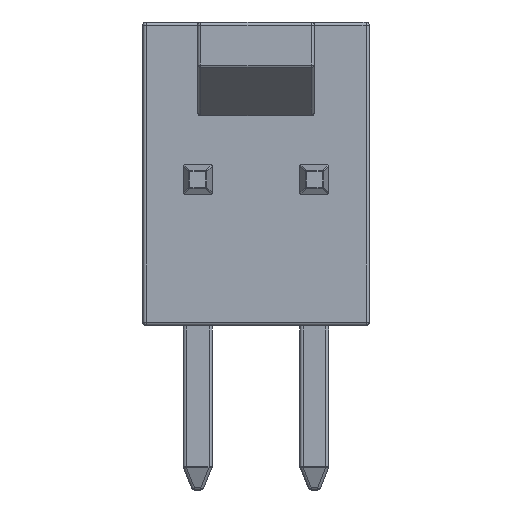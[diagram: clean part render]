
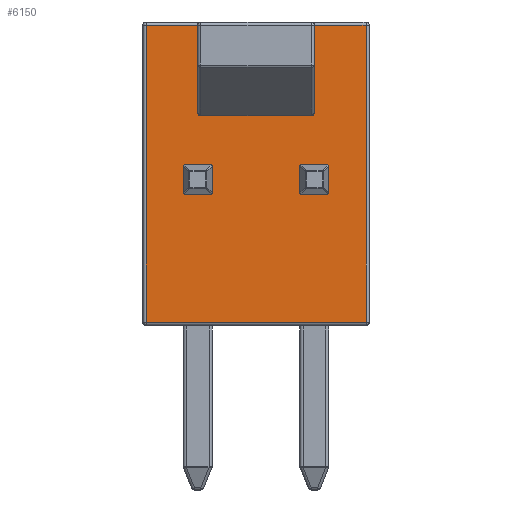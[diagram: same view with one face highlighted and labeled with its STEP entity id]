
A CAD part, front view. The second image highlights one B-rep face of the part: STEP entity #6150.
In plain terms, the highlighted face is planar.
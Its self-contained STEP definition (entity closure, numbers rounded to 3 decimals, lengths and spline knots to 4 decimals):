
#455=PLANE('',#6928);
#740=LINE('',#9603,#1244);
#743=LINE('',#9614,#1247);
#746=LINE('',#9620,#1250);
#783=LINE('',#9760,#1287);
#786=LINE('',#9765,#1290);
#818=LINE('',#9829,#1322);
#819=LINE('',#9831,#1323);
#820=LINE('',#9832,#1324);
#1244=VECTOR('',#8029,10.);
#1247=VECTOR('',#8042,10.);
#1250=VECTOR('',#8049,10.);
#1287=VECTOR('',#8214,10.);
#1290=VECTOR('',#8221,10.);
#1322=VECTOR('',#8297,1000.);
#1323=VECTOR('',#8300,1000.);
#1324=VECTOR('',#8301,1000.);
#1918=FACE_OUTER_BOUND('',#2305,.T.);
#2305=EDGE_LOOP('',(#5034,#5035,#5036,#5037,#5038,#5039,#5040,#5041,#5042,
#5043));
#2682=CIRCLE('',#6867,0.07);
#2693=CIRCLE('',#6884,0.07);
#2910=VERTEX_POINT('',#9566);
#2914=VERTEX_POINT('',#9574);
#2921=VERTEX_POINT('',#9599);
#2922=VERTEX_POINT('',#9606);
#2925=VERTEX_POINT('',#9619);
#2946=VERTEX_POINT('',#9669);
#2947=VERTEX_POINT('',#9670);
#2958=VERTEX_POINT('',#9704);
#2959=VERTEX_POINT('',#9705);
#2963=VERTEX_POINT('',#9753);
#3607=EDGE_CURVE('',#2910,#2921,#740,.T.);
#3613=EDGE_CURVE('',#2922,#2914,#743,.T.);
#3616=EDGE_CURVE('',#2925,#2922,#746,.T.);
#3638=EDGE_CURVE('',#2946,#2947,#2682,.F.);
#3655=EDGE_CURVE('',#2958,#2959,#2693,.F.);
#3689=EDGE_CURVE('',#2921,#2963,#783,.T.);
#3692=EDGE_CURVE('',#2914,#2910,#786,.T.);
#3729=EDGE_CURVE('',#2963,#2946,#818,.T.);
#3730=EDGE_CURVE('',#2925,#2959,#819,.T.);
#3731=EDGE_CURVE('',#2947,#2958,#820,.T.);
#5034=ORIENTED_EDGE('',*,*,#3689,.F.);
#5035=ORIENTED_EDGE('',*,*,#3607,.F.);
#5036=ORIENTED_EDGE('',*,*,#3692,.F.);
#5037=ORIENTED_EDGE('',*,*,#3613,.F.);
#5038=ORIENTED_EDGE('',*,*,#3616,.F.);
#5039=ORIENTED_EDGE('',*,*,#3730,.T.);
#5040=ORIENTED_EDGE('',*,*,#3655,.F.);
#5041=ORIENTED_EDGE('',*,*,#3731,.F.);
#5042=ORIENTED_EDGE('',*,*,#3638,.F.);
#5043=ORIENTED_EDGE('',*,*,#3729,.F.);
#6150=ADVANCED_FACE('',(#1918),#455,.T.);
#6867=AXIS2_PLACEMENT_3D('',#9671,#8105,#8106);
#6884=AXIS2_PLACEMENT_3D('',#9706,#8145,#8146);
#6928=AXIS2_PLACEMENT_3D('',#9830,#8298,#8299);
#8029=DIRECTION('',(0.,0.,-1.));
#8042=DIRECTION('',(0.,0.,1.));
#8049=DIRECTION('',(1.,0.,0.));
#8105=DIRECTION('center_axis',(0.,-1.,0.));
#8106=DIRECTION('ref_axis',(-0.707,0.,0.707));
#8145=DIRECTION('center_axis',(0.,-1.,0.));
#8146=DIRECTION('ref_axis',(0.707,0.,0.707));
#8214=DIRECTION('',(1.,0.,0.));
#8221=DIRECTION('',(-1.,0.,0.));
#8297=DIRECTION('',(0.,0.,1.));
#8298=DIRECTION('center_axis',(0.,1.,0.));
#8299=DIRECTION('ref_axis',(1.,0.,0.));
#8300=DIRECTION('',(0.,0.,1.));
#8301=DIRECTION('',(1.,0.,0.));
#9566=CARTESIAN_POINT('',(-2.3938,1.5875,3.105));
#9574=CARTESIAN_POINT('',(2.3938,1.5875,3.105));
#9599=CARTESIAN_POINT('',(-2.3938,1.5875,-3.355));
#9603=CARTESIAN_POINT('',(-2.3938,1.5875,-1.5875));
#9606=CARTESIAN_POINT('',(2.3938,1.5875,-3.355));
#9614=CARTESIAN_POINT('',(2.3938,1.5875,-1.5875));
#9619=CARTESIAN_POINT('',(1.27,1.5875,-3.355));
#9620=CARTESIAN_POINT('',(-2.4638,1.5875,-3.355));
#9669=CARTESIAN_POINT('',(-1.27,1.5875,-2.356));
#9670=CARTESIAN_POINT('',(-1.2,1.5875,-2.286));
#9671=CARTESIAN_POINT('Origin',(-1.2,1.5875,-2.356));
#9704=CARTESIAN_POINT('',(1.2,1.5875,-2.286));
#9705=CARTESIAN_POINT('',(1.27,1.5875,-2.356));
#9706=CARTESIAN_POINT('Origin',(1.2,1.5875,-2.356));
#9753=CARTESIAN_POINT('',(-1.27,1.5875,-3.355));
#9760=CARTESIAN_POINT('',(-2.4638,1.5875,-3.355));
#9765=CARTESIAN_POINT('',(-2.4638,1.5875,3.105));
#9829=CARTESIAN_POINT('',(-1.27,1.5875,-3.175));
#9830=CARTESIAN_POINT('Origin',(-2.4638,1.5875,-3.175));
#9831=CARTESIAN_POINT('',(1.27,1.5875,-3.175));
#9832=CARTESIAN_POINT('',(-1.27,1.5875,-2.286));
